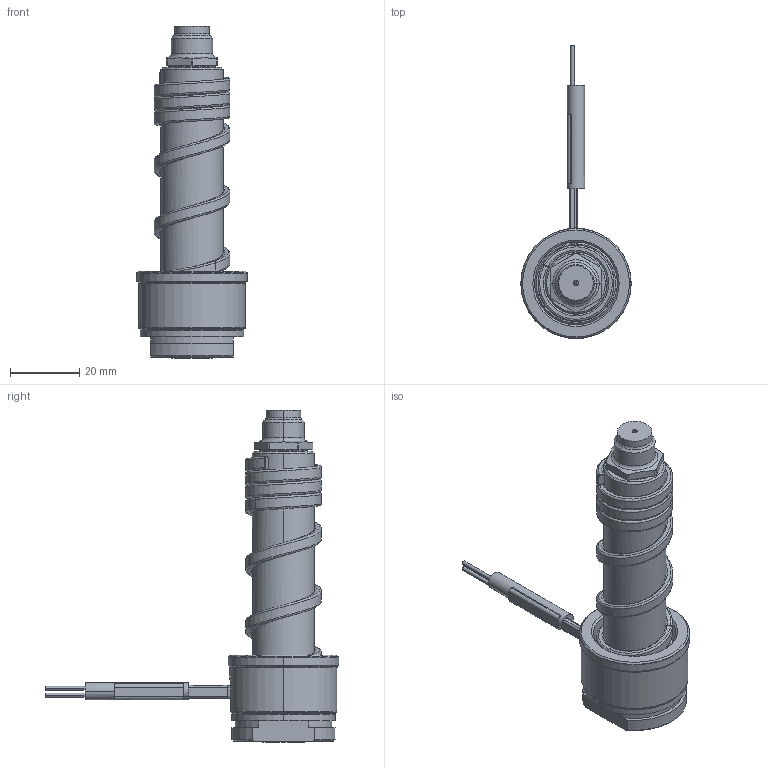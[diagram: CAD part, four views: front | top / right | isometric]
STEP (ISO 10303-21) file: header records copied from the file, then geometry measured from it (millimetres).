
FILE_DESCRIPTION((''),'2;1');
FILE_NAME('SM-96-BEU-N','2014-02-26T',('Íàòàëüÿ'),('IMID'),'PRO/ENGINEER BY PARAMETRIC TECHNOLOGY CORPORATION, 2010180','PRO/ENGINEER BY PARAMETRIC TECHNOLOGY CORPORATION, 2010180','');
FILE_SCHEMA(('CONFIG_CONTROL_DESIGN'));
Length unit declared in the file: millimetre
Products named in the file (1): SM-96-BEU-N
Bounding box: 32 x 85 x 96.2 mm (x, y, z)
Volume: 33049.7 mm3; surface area: 18206.1 mm2
Topology: 1 solids, 9 shells, 331 faces, 849 edges, 506 vertices
Faces by surface type: cylinder 110, bspline 66, cone 60, plane 51, torus 26, revolution 9, extrusion 7, sphere 2
Entity records: 17601 total; most frequent: CARTESIAN_POINT 9993, ORIENTED_EDGE 1658, DIRECTION 1456, EDGE_CURVE 841, AXIS2_PLACEMENT_3D 578, VERTEX_POINT 506, EDGE_LOOP 353, FACE_OUTER_BOUND 331
